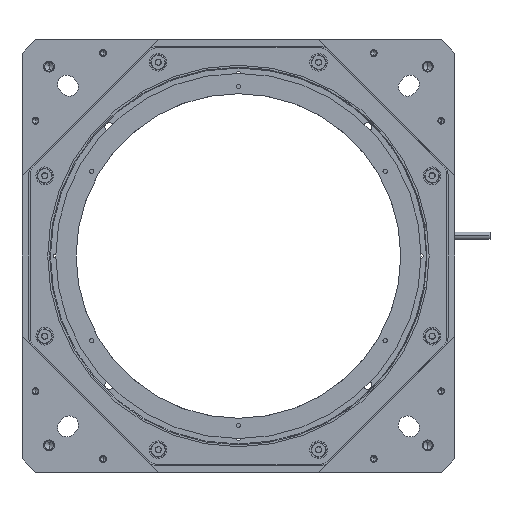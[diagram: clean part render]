
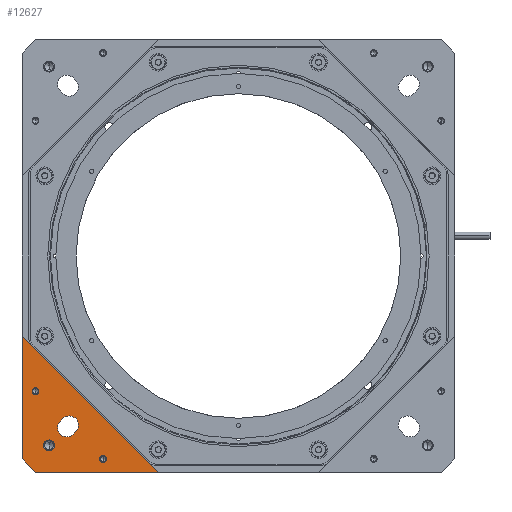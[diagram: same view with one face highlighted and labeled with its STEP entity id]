
A CAD part, front view. The second image highlights one B-rep face of the part: STEP entity #12627.
In plain terms, the highlighted planar face has unit normal (0, -1, 0).
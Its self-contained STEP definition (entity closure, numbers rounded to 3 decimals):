
#98 = AXIS2_PLACEMENT_3D ( 'NONE', #1302, #8193, #15095 ) ;
#672 = VERTEX_POINT ( 'NONE', #5402 ) ;
#738 = DIRECTION ( 'NONE',  ( 0., 0., -1. ) ) ;
#823 = CARTESIAN_POINT ( 'NONE',  ( -5., 0., -150. ) ) ;
#864 = AXIS2_PLACEMENT_3D ( 'NONE', #4523, #11427, #18315 ) ;
#1041 = EDGE_LOOP ( 'NONE', ( #11819, #16063 ) ) ;
#1117 = DIRECTION ( 'NONE',  ( -0.707, 0., -0.707 ) ) ;
#1131 = VERTEX_POINT ( 'NONE', #5491 ) ;
#1302 = CARTESIAN_POINT ( 'NONE',  ( 0., 0., -125. ) ) ;
#1463 = CARTESIAN_POINT ( 'NONE',  ( 25., 0., -148.75 ) ) ;
#1611 = DIRECTION ( 'NONE',  ( 0., 0., 1. ) ) ;
#2218 = VERTEX_POINT ( 'NONE', #18422 ) ;
#2274 = LINE ( 'NONE', #9170, #3919 ) ;
#2561 = AXIS2_PLACEMENT_3D ( 'NONE', #5940, #12839, #19725 ) ;
#2924 = CARTESIAN_POINT ( 'NONE',  ( 0., 0., -125. ) ) ;
#2978 = CARTESIAN_POINT ( 'NONE',  ( -5., 0., 5. ) ) ;
#3089 = DIRECTION ( 'NONE',  ( 0., 0., -1. ) ) ;
#3191 = CARTESIAN_POINT ( 'NONE',  ( 12.5, 0., -134.12 ) ) ;
#3291 = LINE ( 'NONE', #10194, #6958 ) ;
#3822 = EDGE_CURVE ( 'NONE', #11659, #5196, #16213, .T. ) ;
#3919 = VECTOR ( 'NONE', #16062, 1000. ) ;
#3976 = CARTESIAN_POINT ( 'NONE',  ( 0., 0., -123.75 ) ) ;
#4267 = DIRECTION ( 'NONE',  ( 0., -1., 0. ) ) ;
#4523 = CARTESIAN_POINT ( 'NONE',  ( 12.5, 0., -137.5 ) ) ;
#4771 = PLANE ( 'NONE',  #18528 ) ;
#4860 = ORIENTED_EDGE ( 'NONE', *, *, #20402, .F. ) ;
#4990 = EDGE_LOOP ( 'NONE', ( #17885, #5812, #21841, #19206, #15082 ) ) ;
#5196 = VERTEX_POINT ( 'NONE', #14890 ) ;
#5218 = EDGE_LOOP ( 'NONE', ( #15691, #18165 ) ) ;
#5347 = DIRECTION ( 'NONE',  ( 0., -1., 0. ) ) ;
#5390 = CARTESIAN_POINT ( 'NONE',  ( 14.89, 0., -139.89 ) ) ;
#5402 = CARTESIAN_POINT ( 'NONE',  ( 25., 0., -151.25 ) ) ;
#5491 = CARTESIAN_POINT ( 'NONE',  ( -5., 0., -104.602 ) ) ;
#5797 = CARTESIAN_POINT ( 'NONE',  ( 13.89, 0., -140.89 ) ) ;
#5812 = ORIENTED_EDGE ( 'NONE', *, *, #12260, .T. ) ;
#5907 = EDGE_CURVE ( 'NONE', #16162, #21113, #14304, .T. ) ;
#5940 = CARTESIAN_POINT ( 'NONE',  ( 25., 0., -150. ) ) ;
#6034 = VERTEX_POINT ( 'NONE', #5797 ) ;
#6401 = DIRECTION ( 'NONE',  ( -1., 0., 0. ) ) ;
#6468 = FACE_BOUND ( 'NONE', #21873, .T. ) ;
#6550 = CARTESIAN_POINT ( 'NONE',  ( 0., 0., -155. ) ) ;
#6727 = DIRECTION ( 'NONE',  ( 0., 0., 1. ) ) ;
#6823 = DIRECTION ( 'NONE',  ( 0.707, 0., 0.707 ) ) ;
#6958 = VECTOR ( 'NONE', #17095, 1000. ) ;
#7256 = VERTEX_POINT ( 'NONE', #823 ) ;
#7343 = EDGE_CURVE ( 'NONE', #7256, #1131, #18453, .T. ) ;
#7454 = AXIS2_PLACEMENT_3D ( 'NONE', #20837, #5347, #12248 ) ;
#7706 = CIRCLE ( 'NONE', #20337, 3.38 ) ;
#7899 = ORIENTED_EDGE ( 'NONE', *, *, #7343, .F. ) ;
#8193 = DIRECTION ( 'NONE',  ( 0., -1., 0. ) ) ;
#8386 = CARTESIAN_POINT ( 'NONE',  ( 45.398, 0., -155. ) ) ;
#8692 = EDGE_CURVE ( 'NONE', #7256, #14264, #2274, .T. ) ;
#8725 = CIRCLE ( 'NONE', #21372, 3.38 ) ;
#8733 = ORIENTED_EDGE ( 'NONE', *, *, #8692, .T. ) ;
#9170 = CARTESIAN_POINT ( 'NONE',  ( -77.5, 0., -77.5 ) ) ;
#9336 = CARTESIAN_POINT ( 'NONE',  ( 25., 0., -150. ) ) ;
#9485 = CIRCLE ( 'NONE', #12376, 1.25 ) ;
#9708 = LINE ( 'NONE', #16601, #9820 ) ;
#9820 = VECTOR ( 'NONE', #1117, 1000. ) ;
#9823 = DIRECTION ( 'NONE',  ( 0., -1., 0. ) ) ;
#9875 = DIRECTION ( 'NONE',  ( 0., 0., 1. ) ) ;
#10118 = AXIS2_PLACEMENT_3D ( 'NONE', #19753, #4267, #11168 ) ;
#10194 = CARTESIAN_POINT ( 'NONE',  ( 42.898, 0., -152.5 ) ) ;
#10198 = CARTESIAN_POINT ( 'NONE',  ( 12.5, 0., -137.5 ) ) ;
#10390 = EDGE_CURVE ( 'NONE', #21113, #16162, #19866, .T. ) ;
#10524 = EDGE_CURVE ( 'NONE', #22241, #14264, #15006, .T. ) ;
#10614 = CIRCLE ( 'NONE', #864, 3.38 ) ;
#10737 = VECTOR ( 'NONE', #9875, 1000. ) ;
#10824 = EDGE_CURVE ( 'NONE', #672, #16304, #9485, .T. ) ;
#11168 = DIRECTION ( 'NONE',  ( 0., 0., -1. ) ) ;
#11427 = DIRECTION ( 'NONE',  ( 0., 1., 0. ) ) ;
#11571 = CARTESIAN_POINT ( 'NONE',  ( 9.11, 0., -136.11 ) ) ;
#11641 = ORIENTED_EDGE ( 'NONE', *, *, #10824, .F. ) ;
#11659 = VERTEX_POINT ( 'NONE', #3976 ) ;
#11691 = CARTESIAN_POINT ( 'NONE',  ( 0., 0., 0. ) ) ;
#11787 = EDGE_CURVE ( 'NONE', #13830, #13555, #10614, .T. ) ;
#11819 = ORIENTED_EDGE ( 'NONE', *, *, #10390, .F. ) ;
#12186 = EDGE_CURVE ( 'NONE', #5196, #11659, #19598, .T. ) ;
#12248 = DIRECTION ( 'NONE',  ( 0., 0., -1. ) ) ;
#12260 = EDGE_CURVE ( 'NONE', #22213, #2218, #15420, .T. ) ;
#12297 = CIRCLE ( 'NONE', #2561, 1.25 ) ;
#12376 = AXIS2_PLACEMENT_3D ( 'NONE', #9336, #16236, #738 ) ;
#12627 = ADVANCED_FACE ( 'NONE', ( #15069, #21966, #6468, #13371, #20273 ), #4771, .T. ) ;
#12661 = EDGE_CURVE ( 'NONE', #2218, #13830, #7706, .T. ) ;
#12839 = DIRECTION ( 'NONE',  ( 0., -1., 0. ) ) ;
#13371 = FACE_BOUND ( 'NONE', #5218, .T. ) ;
#13555 = VERTEX_POINT ( 'NONE', #5390 ) ;
#13563 = CARTESIAN_POINT ( 'NONE',  ( 5., 0., -147. ) ) ;
#13830 = VERTEX_POINT ( 'NONE', #3191 ) ;
#14264 = VERTEX_POINT ( 'NONE', #6550 ) ;
#14304 = CIRCLE ( 'NONE', #7454, 2. ) ;
#14542 = VECTOR ( 'NONE', #6823, 1000. ) ;
#14890 = CARTESIAN_POINT ( 'NONE',  ( 0., 0., -126.25 ) ) ;
#15006 = LINE ( 'NONE', #21903, #21023 ) ;
#15069 = FACE_BOUND ( 'NONE', #4990, .T. ) ;
#15082 = ORIENTED_EDGE ( 'NONE', *, *, #21366, .T. ) ;
#15095 = DIRECTION ( 'NONE',  ( 0., 0., -1. ) ) ;
#15330 = CARTESIAN_POINT ( 'NONE',  ( 11.5, 0., -138.5 ) ) ;
#15420 = LINE ( 'NONE', #22320, #14542 ) ;
#15691 = ORIENTED_EDGE ( 'NONE', *, *, #12186, .F. ) ;
#16062 = DIRECTION ( 'NONE',  ( 0.707, 0., -0.707 ) ) ;
#16063 = ORIENTED_EDGE ( 'NONE', *, *, #5907, .F. ) ;
#16162 = VERTEX_POINT ( 'NONE', #19780 ) ;
#16213 = CIRCLE ( 'NONE', #19078, 1.25 ) ;
#16236 = DIRECTION ( 'NONE',  ( 0., -1., 0. ) ) ;
#16304 = VERTEX_POINT ( 'NONE', #1463 ) ;
#16418 = ORIENTED_EDGE ( 'NONE', *, *, #10524, .F. ) ;
#16601 = CARTESIAN_POINT ( 'NONE',  ( 13.89, 0., -140.89 ) ) ;
#16712 = DIRECTION ( 'NONE',  ( 0., 0., -1. ) ) ;
#17095 = DIRECTION ( 'NONE',  ( 0.707, 0., -0.707 ) ) ;
#17098 = DIRECTION ( 'NONE',  ( 0., 1., 0. ) ) ;
#17885 = ORIENTED_EDGE ( 'NONE', *, *, #20201, .T. ) ;
#18165 = ORIENTED_EDGE ( 'NONE', *, *, #3822, .F. ) ;
#18315 = DIRECTION ( 'NONE',  ( 0., 0., 1. ) ) ;
#18422 = CARTESIAN_POINT ( 'NONE',  ( 10.11, 0., -135.11 ) ) ;
#18453 = LINE ( 'NONE', #2978, #10737 ) ;
#18528 = AXIS2_PLACEMENT_3D ( 'NONE', #11691, #18567, #3089 ) ;
#18567 = DIRECTION ( 'NONE',  ( 0., -1., 0. ) ) ;
#19033 = EDGE_LOOP ( 'NONE', ( #7899, #8733, #16418, #19826 ) ) ;
#19078 = AXIS2_PLACEMENT_3D ( 'NONE', #2924, #9823, #16712 ) ;
#19206 = ORIENTED_EDGE ( 'NONE', *, *, #11787, .T. ) ;
#19598 = CIRCLE ( 'NONE', #98, 1.25 ) ;
#19725 = DIRECTION ( 'NONE',  ( 0., 0., -1. ) ) ;
#19753 = CARTESIAN_POINT ( 'NONE',  ( 5., 0., -145. ) ) ;
#19780 = CARTESIAN_POINT ( 'NONE',  ( 5., 0., -143. ) ) ;
#19826 = ORIENTED_EDGE ( 'NONE', *, *, #22260, .F. ) ;
#19866 = CIRCLE ( 'NONE', #10118, 2. ) ;
#20201 = EDGE_CURVE ( 'NONE', #6034, #22213, #8725, .T. ) ;
#20273 = FACE_OUTER_BOUND ( 'NONE', #19033, .T. ) ;
#20337 = AXIS2_PLACEMENT_3D ( 'NONE', #10198, #17098, #1611 ) ;
#20402 = EDGE_CURVE ( 'NONE', #16304, #672, #12297, .T. ) ;
#20837 = CARTESIAN_POINT ( 'NONE',  ( 5., 0., -145. ) ) ;
#21023 = VECTOR ( 'NONE', #6401, 1000. ) ;
#21113 = VERTEX_POINT ( 'NONE', #13563 ) ;
#21366 = EDGE_CURVE ( 'NONE', #13555, #6034, #9708, .T. ) ;
#21372 = AXIS2_PLACEMENT_3D ( 'NONE', #15330, #22223, #6727 ) ;
#21841 = ORIENTED_EDGE ( 'NONE', *, *, #12661, .T. ) ;
#21873 = EDGE_LOOP ( 'NONE', ( #11641, #4860 ) ) ;
#21903 = CARTESIAN_POINT ( 'NONE',  ( -5., 0., -155. ) ) ;
#21966 = FACE_BOUND ( 'NONE', #1041, .T. ) ;
#22213 = VERTEX_POINT ( 'NONE', #11571 ) ;
#22223 = DIRECTION ( 'NONE',  ( 0., 1., 0. ) ) ;
#22241 = VERTEX_POINT ( 'NONE', #8386 ) ;
#22260 = EDGE_CURVE ( 'NONE', #1131, #22241, #3291, .T. ) ;
#22320 = CARTESIAN_POINT ( 'NONE',  ( 9.11, 0., -136.11 ) ) ;
